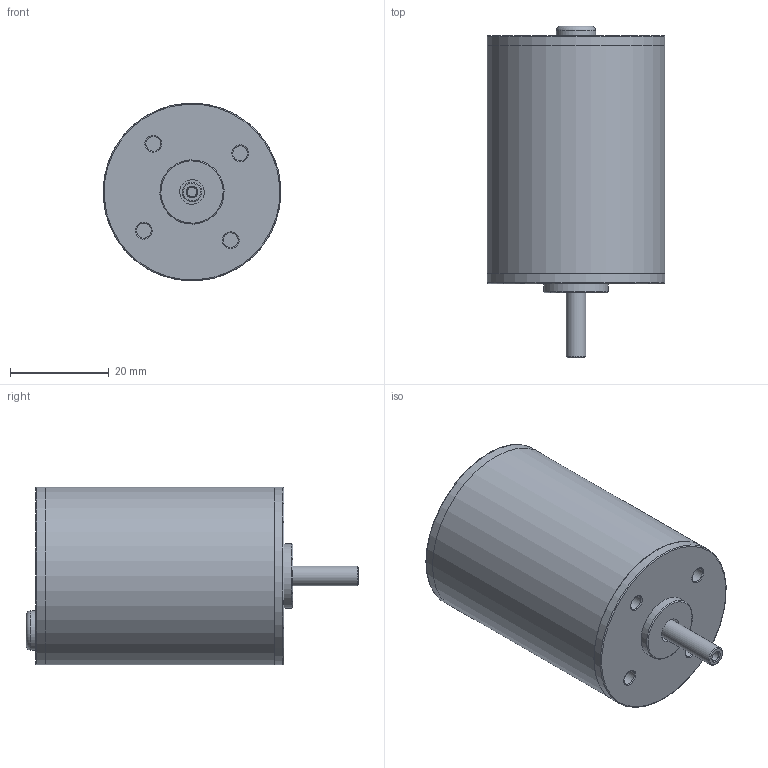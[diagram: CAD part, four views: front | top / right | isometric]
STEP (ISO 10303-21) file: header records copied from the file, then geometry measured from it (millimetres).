
FILE_DESCRIPTION(/* description */ (''),/* implementation_level */ '2;1');
FILE_NAME(/* name */ '36BLR50-24-01.stp',/* time_stamp */ '2021-07-28T17:25:51+02:00',/* author */ ('manu_'),/* organization */ (''),/* preprocessor_version */ 'ST-DEVELOPER v18',/* originating_system */ 'Autodesk Inventor 2020',/* authorisation */ '');
FILE_SCHEMA (('AUTOMOTIVE_DESIGN { 1 0 10303 214 3 1 1 }'));
Length unit declared in the file: millimetre
Products named in the file (4): 36BLR50-24-01; 36BLR50-24-01-P1-Back; 36BLR50-24-01-P3-Front; 36BLR50-24-01-P2-Middle
Assembly tree (3 placements, depth 2):
  36BLR50-24-01
    36BLR50-24-01-P1-Back
    36BLR50-24-01-P3-Front
    36BLR50-24-01-P2-Middle
Bounding box: 36 x 67.2 x 36 mm (x, y, z)
Volume: 14100.5 mm3; surface area: 16251 mm2
Topology: 3 solids, 3 shells, 44 faces, 110 edges, 84 vertices
Faces by surface type: plane 18, cylinder 16, torus 8, cone 2
Full cylindrical faces by diameter (mm): 2 x1, 3 x4, 4 x1, 5 x2, 8 x1, 13 x1, 34.8 x3, 36 x3
Entity records: 1619 total; most frequent: DIRECTION 306, CARTESIAN_POINT 246, ORIENTED_EDGE 220, AXIS2_PLACEMENT_3D 144, EDGE_CURVE 110, CIRCLE 92, VERTEX_POINT 84, EDGE_LOOP 58
